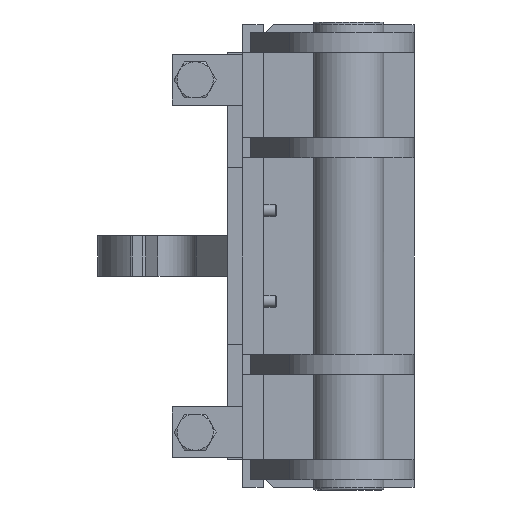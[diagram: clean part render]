
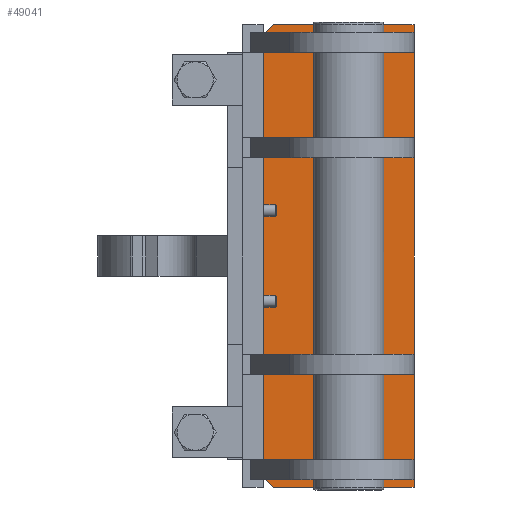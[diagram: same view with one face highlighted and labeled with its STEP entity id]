
A CAD part, left-side view. The second image highlights one B-rep face of the part: STEP entity #49041.
In plain terms, the highlighted free-form (B-spline) face has degree [1, 1] with [2, 2] control points.
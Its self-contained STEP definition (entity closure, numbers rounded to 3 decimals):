
#48905 = VERTEX_POINT('',#48906);
#48906 = CARTESIAN_POINT('',(-340.901,-26.478,
    304.494));
#48911 = EDGE_CURVE('',#48905,#48912,#48914,.T.);
#48912 = VERTEX_POINT('',#48913);
#48913 = CARTESIAN_POINT('',(-340.901,-211.822,
    304.494));
#48914 = B_SPLINE_CURVE_WITH_KNOTS('',1,(#48915,#48916),.UNSPECIFIED.,
  .F.,.F.,(2,2),(10.,150.),.PIECEWISE_BEZIER_KNOTS.);
#48915 = CARTESIAN_POINT('',(-340.901,-26.478,
    304.494));
#48916 = CARTESIAN_POINT('',(-340.901,-211.822,
    304.494));
#48931 = EDGE_CURVE('',#48912,#48932,#48934,.T.);
#48932 = VERTEX_POINT('',#48933);
#48933 = CARTESIAN_POINT('',(-340.901,-211.822,
    -304.494));
#48934 = B_SPLINE_CURVE_WITH_KNOTS('',1,(#48935,#48936),.UNSPECIFIED.,
  .F.,.F.,(2,2),(-460.,0.),.PIECEWISE_BEZIER_KNOTS.);
#48935 = CARTESIAN_POINT('',(-340.901,-211.822,
    304.494));
#48936 = CARTESIAN_POINT('',(-340.901,-211.822,
    -304.494));
#48959 = EDGE_CURVE('',#48932,#48960,#48962,.T.);
#48960 = VERTEX_POINT('',#48961);
#48961 = CARTESIAN_POINT('',(-340.901,-26.478,
    -304.494));
#48962 = B_SPLINE_CURVE_WITH_KNOTS('',1,(#48963,#48964),.UNSPECIFIED.,
  .F.,.F.,(2,2),(-150.,-10.),.PIECEWISE_BEZIER_KNOTS.);
#48963 = CARTESIAN_POINT('',(-340.901,-211.822,
    -304.494));
#48964 = CARTESIAN_POINT('',(-340.901,-26.478,
    -304.494));
#48997 = VERTEX_POINT('',#48998);
#48998 = CARTESIAN_POINT('',(-340.901,-13.239,
    -291.256));
#49003 = EDGE_CURVE('',#48997,#49004,#49006,.T.);
#49004 = VERTEX_POINT('',#49005);
#49005 = CARTESIAN_POINT('',(-340.901,-13.239,
    291.256));
#49006 = B_SPLINE_CURVE_WITH_KNOTS('',1,(#49007,#49008),.UNSPECIFIED.,
  .F.,.F.,(2,2),(10.,450.),.PIECEWISE_BEZIER_KNOTS.);
#49007 = CARTESIAN_POINT('',(-340.901,-13.239,
    -291.256));
#49008 = CARTESIAN_POINT('',(-340.901,-13.239,
    291.256));
#49041 = ADVANCED_FACE('',(#49042),#49058,.T.);
#49042 = FACE_BOUND('',#49043,.T.);
#49043 = EDGE_LOOP('',(#49044,#49045,#49050,#49051,#49052,#49053));
#49044 = ORIENTED_EDGE('',*,*,#49003,.F.);
#49045 = ORIENTED_EDGE('',*,*,#49046,.T.);
#49046 = EDGE_CURVE('',#48997,#48960,#49047,.T.);
#49047 = B_SPLINE_CURVE_WITH_KNOTS('',1,(#49048,#49049),.UNSPECIFIED.,
  .F.,.F.,(2,2),(102.53,116.673),
  .PIECEWISE_BEZIER_KNOTS.);
#49048 = CARTESIAN_POINT('',(-340.901,-13.239,
    -291.256));
#49049 = CARTESIAN_POINT('',(-340.901,-26.478,
    -304.494));
#49050 = ORIENTED_EDGE('',*,*,#48959,.F.);
#49051 = ORIENTED_EDGE('',*,*,#48931,.F.);
#49052 = ORIENTED_EDGE('',*,*,#48911,.F.);
#49053 = ORIENTED_EDGE('',*,*,#49054,.T.);
#49054 = EDGE_CURVE('',#48905,#49004,#49055,.T.);
#49055 = B_SPLINE_CURVE_WITH_KNOTS('',1,(#49056,#49057),.UNSPECIFIED.,
  .F.,.F.,(2,2),(-116.673,-102.53),
  .PIECEWISE_BEZIER_KNOTS.);
#49056 = CARTESIAN_POINT('',(-340.901,-26.478,
    304.494));
#49057 = CARTESIAN_POINT('',(-340.901,-13.239,
    291.256));
#49058 = B_SPLINE_SURFACE_WITH_KNOTS('',1,1,(
    (#49059,#49060)
    ,(#49061,#49062
    )),.UNSPECIFIED.,.F.,.F.,.F.,(2,2),(2,2),(-75.,75.),(-230.,230.),
  .PIECEWISE_BEZIER_KNOTS.);
#49059 = CARTESIAN_POINT('',(-340.901,-211.822,
    304.494));
#49060 = CARTESIAN_POINT('',(-340.901,-211.822,
    -304.494));
#49061 = CARTESIAN_POINT('',(-340.901,-13.239,
    304.494));
#49062 = CARTESIAN_POINT('',(-340.901,-13.239,
    -304.494));
